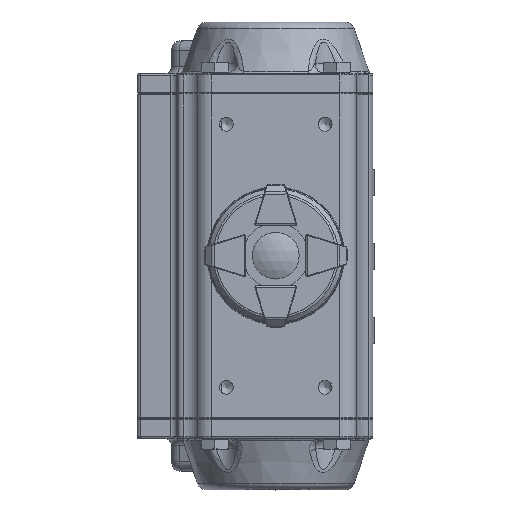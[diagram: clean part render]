
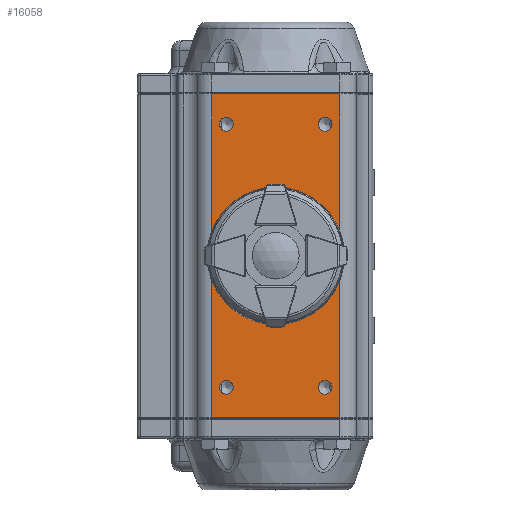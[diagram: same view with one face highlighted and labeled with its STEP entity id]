
A CAD part, top view. The second image highlights one B-rep face of the part: STEP entity #16058.
In plain terms, the highlighted face is planar.
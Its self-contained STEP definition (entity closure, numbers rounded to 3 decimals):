
#1469=CIRCLE('',#17297,11.75);
#1512=CIRCLE('',#17354,2.1);
#1514=CIRCLE('',#17358,2.1);
#1516=CIRCLE('',#17362,2.1);
#1518=CIRCLE('',#17366,2.1);
#3856=ORIENTED_EDGE('',*,*,#7637,.F.);
#3857=ORIENTED_EDGE('',*,*,#7707,.T.);
#3858=ORIENTED_EDGE('',*,*,#7639,.T.);
#3859=ORIENTED_EDGE('',*,*,#7708,.T.);
#3860=ORIENTED_EDGE('',*,*,#7433,.F.);
#3861=ORIENTED_EDGE('',*,*,#7421,.F.);
#3862=ORIENTED_EDGE('',*,*,#7425,.F.);
#3863=ORIENTED_EDGE('',*,*,#7429,.F.);
#3864=ORIENTED_EDGE('',*,*,#7341,.F.);
#7341=EDGE_CURVE('',#9506,#9506,#1469,.T.);
#7421=EDGE_CURVE('',#9585,#9585,#1512,.T.);
#7425=EDGE_CURVE('',#9589,#9589,#1514,.T.);
#7429=EDGE_CURVE('',#9593,#9593,#1516,.T.);
#7433=EDGE_CURVE('',#9597,#9597,#1518,.T.);
#7637=EDGE_CURVE('',#9731,#9732,#10923,.T.);
#7639=EDGE_CURVE('',#9733,#9734,#10924,.T.);
#7707=EDGE_CURVE('',#9731,#9733,#10984,.T.);
#7708=EDGE_CURVE('',#9734,#9732,#10985,.T.);
#9506=VERTEX_POINT('',#25269);
#9585=VERTEX_POINT('',#25663);
#9589=VERTEX_POINT('',#25683);
#9593=VERTEX_POINT('',#25703);
#9597=VERTEX_POINT('',#25723);
#9731=VERTEX_POINT('',#26290);
#9732=VERTEX_POINT('',#26292);
#9733=VERTEX_POINT('',#26296);
#9734=VERTEX_POINT('',#26297);
#10923=LINE('',#26291,#11934);
#10924=LINE('',#26295,#11935);
#10984=LINE('',#26433,#11995);
#10985=LINE('',#26434,#11996);
#11934=VECTOR('',#20502,1000.);
#11935=VECTOR('',#20507,1000.);
#11995=VECTOR('',#20635,1000.);
#11996=VECTOR('',#20636,1000.);
#13065=EDGE_LOOP('',(#3856,#3857,#3858,#3859));
#13066=EDGE_LOOP('',(#3860));
#13067=EDGE_LOOP('',(#3861));
#13068=EDGE_LOOP('',(#3862));
#13069=EDGE_LOOP('',(#3863));
#13070=EDGE_LOOP('',(#3864));
#14321=FACE_BOUND('',#13065,.T.);
#14322=FACE_BOUND('',#13066,.T.);
#14323=FACE_BOUND('',#13067,.T.);
#14324=FACE_BOUND('',#13068,.T.);
#14325=FACE_BOUND('',#13069,.T.);
#14326=FACE_BOUND('',#13070,.T.);
#15205=PLANE('',#17543);
#16058=ADVANCED_FACE('',(#14321,#14322,#14323,#14324,#14325,#14326),#15205,
 .T.);
#17297=AXIS2_PLACEMENT_3D('',#25268,#19964,#19965);
#17354=AXIS2_PLACEMENT_3D('',#25662,#20101,#20102);
#17358=AXIS2_PLACEMENT_3D('',#25682,#20109,#20110);
#17362=AXIS2_PLACEMENT_3D('',#25702,#20117,#20118);
#17366=AXIS2_PLACEMENT_3D('',#25722,#20125,#20126);
#17543=AXIS2_PLACEMENT_3D('',#26432,#20633,#20634);
#19964=DIRECTION('',(0.,1.,0.));
#19965=DIRECTION('',(0.,0.,1.));
#20101=DIRECTION('',(0.,1.,0.));
#20102=DIRECTION('',(0.,0.,1.));
#20109=DIRECTION('',(0.,1.,0.));
#20110=DIRECTION('',(0.,0.,1.));
#20117=DIRECTION('',(0.,1.,0.));
#20118=DIRECTION('',(0.,0.,1.));
#20125=DIRECTION('',(0.,1.,0.));
#20126=DIRECTION('',(0.,0.,1.));
#20502=DIRECTION('',(0.,0.,-1.));
#20507=DIRECTION('',(0.,0.,-1.));
#20633=DIRECTION('',(0.,1.,0.));
#20634=DIRECTION('',(1.,0.,0.));
#20635=DIRECTION('',(1.,0.,0.));
#20636=DIRECTION('',(-1.,0.,0.));
#25268=CARTESIAN_POINT('',(0.,36.5,0.));
#25269=CARTESIAN_POINT('',(0.,36.5,11.75));
#25662=CARTESIAN_POINT('',(15.,36.5,-40.));
#25663=CARTESIAN_POINT('',(15.,36.5,-37.9));
#25682=CARTESIAN_POINT('',(-15.,36.5,40.));
#25683=CARTESIAN_POINT('',(-15.,36.5,42.1));
#25702=CARTESIAN_POINT('',(15.,36.5,40.));
#25703=CARTESIAN_POINT('',(15.,36.5,42.1));
#25722=CARTESIAN_POINT('',(-15.,36.5,-40.));
#25723=CARTESIAN_POINT('',(-15.,36.5,-37.9));
#26290=CARTESIAN_POINT('',(-19.5,36.5,49.2));
#26291=CARTESIAN_POINT('',(-19.5,36.5,49.5));
#26292=CARTESIAN_POINT('',(-19.5,36.5,-49.2));
#26295=CARTESIAN_POINT('',(19.5,36.5,49.5));
#26296=CARTESIAN_POINT('',(19.5,36.5,49.2));
#26297=CARTESIAN_POINT('',(19.5,36.5,-49.2));
#26432=CARTESIAN_POINT('',(-19.5,36.5,49.5));
#26433=CARTESIAN_POINT('',(-19.5,36.5,49.2));
#26434=CARTESIAN_POINT('',(-19.5,36.5,-49.2));
